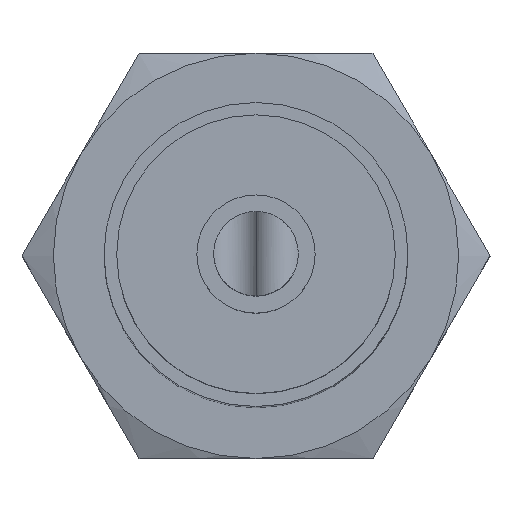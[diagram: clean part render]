
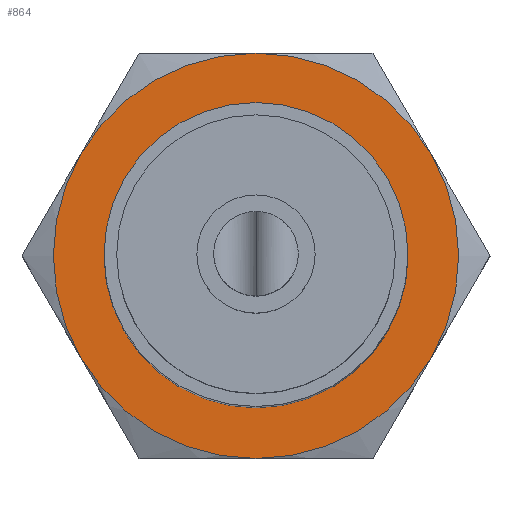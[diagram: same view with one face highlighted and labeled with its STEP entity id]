
A CAD part, top view. The second image highlights one B-rep face of the part: STEP entity #864.
In plain terms, the highlighted face is planar.
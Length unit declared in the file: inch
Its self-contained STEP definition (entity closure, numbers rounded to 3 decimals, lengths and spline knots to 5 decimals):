
#1 = ORIENTED_EDGE ( 'NONE', *, *, #636, .F. ) ;
#16 = CARTESIAN_POINT ( 'NONE',  ( 0., 1.19482, 0. ) ) ;
#54 = CARTESIAN_POINT ( 'NONE',  ( -0.47244, 1.19482, 0. ) ) ;
#58 = VERTEX_POINT ( 'NONE', #1382 ) ;
#87 = CIRCLE ( 'NONE', #978, 0.47244 ) ;
#117 = CIRCLE ( 'NONE', #189, 0.47244 ) ;
#189 = AXIS2_PLACEMENT_3D ( 'NONE', #1508, #269, #407 ) ;
#265 = DIRECTION ( 'NONE',  ( 0., -1., 0. ) ) ;
#269 = DIRECTION ( 'NONE',  ( 0., 1., 0. ) ) ;
#294 = EDGE_CURVE ( 'NONE', #58, #58, #859, .T. ) ;
#322 = ORIENTED_EDGE ( 'NONE', *, *, #294, .F. ) ;
#363 = AXIS2_PLACEMENT_3D ( 'NONE', #1518, #773, #1255 ) ;
#364 = VERTEX_POINT ( 'NONE', #54 ) ;
#407 = DIRECTION ( 'NONE',  ( 1., 0., 0. ) ) ;
#434 = VERTEX_POINT ( 'NONE', #918 ) ;
#435 = EDGE_CURVE ( 'NONE', #898, #434, #1266, .T. ) ;
#506 = EDGE_CURVE ( 'NONE', #1177, #898, #87, .T. ) ;
#543 = FACE_BOUND ( 'NONE', #871, .T. ) ;
#560 = DIRECTION ( 'NONE',  ( 1., 0., 0. ) ) ;
#574 = CIRCLE ( 'NONE', #1268, 0.47244 ) ;
#582 = EDGE_CURVE ( 'NONE', #434, #1329, #1055, .T. ) ;
#636 = EDGE_CURVE ( 'NONE', #1035, #364, #574, .T. ) ;
#641 = EDGE_LOOP ( 'NONE', ( #1427, #922, #1562, #1521, #1006, #1 ) ) ;
#680 = AXIS2_PLACEMENT_3D ( 'NONE', #1436, #935, #1312 ) ;
#761 = AXIS2_PLACEMENT_3D ( 'NONE', #1180, #1442, #560 ) ;
#773 = DIRECTION ( 'NONE',  ( 0., 1., 0. ) ) ;
#788 = CARTESIAN_POINT ( 'NONE',  ( 0., 1.19482, -0.47244 ) ) ;
#791 = CARTESIAN_POINT ( 'NONE',  ( 0., 1.19482, 0. ) ) ;
#859 = CIRCLE ( 'NONE', #1213, 0.35433 ) ;
#864 = ADVANCED_FACE ( 'NONE', ( #909, #543 ), #888, .F. ) ;
#871 = EDGE_LOOP ( 'NONE', ( #322 ) ) ;
#879 = DIRECTION ( 'NONE',  ( 1., 0., 0. ) ) ;
#888 = PLANE ( 'NONE',  #1513 ) ;
#898 = VERTEX_POINT ( 'NONE', #1374 ) ;
#909 = FACE_OUTER_BOUND ( 'NONE', #641, .T. ) ;
#918 = CARTESIAN_POINT ( 'NONE',  ( 0.47244, 1.19482, 0. ) ) ;
#922 = ORIENTED_EDGE ( 'NONE', *, *, #582, .F. ) ;
#935 = DIRECTION ( 'NONE',  ( 0., 1., 0. ) ) ;
#978 = AXIS2_PLACEMENT_3D ( 'NONE', #791, #1488, #1273 ) ;
#987 = DIRECTION ( 'NONE',  ( 0., 1., 0. ) ) ;
#1006 = ORIENTED_EDGE ( 'NONE', *, *, #1189, .F. ) ;
#1035 = VERTEX_POINT ( 'NONE', #1439 ) ;
#1043 = CARTESIAN_POINT ( 'NONE',  ( 0., 1.19482, 0. ) ) ;
#1055 = CIRCLE ( 'NONE', #761, 0.47244 ) ;
#1177 = VERTEX_POINT ( 'NONE', #1236 ) ;
#1180 = CARTESIAN_POINT ( 'NONE',  ( 0., 1.19482, 0. ) ) ;
#1189 = EDGE_CURVE ( 'NONE', #364, #1177, #117, .T. ) ;
#1213 = AXIS2_PLACEMENT_3D ( 'NONE', #16, #265, #1472 ) ;
#1236 = CARTESIAN_POINT ( 'NONE',  ( -0.23622, 1.19482, 0.40915 ) ) ;
#1255 = DIRECTION ( 'NONE',  ( 1., 0., 0. ) ) ;
#1266 = CIRCLE ( 'NONE', #363, 0.47244 ) ;
#1268 = AXIS2_PLACEMENT_3D ( 'NONE', #1043, #987, #1331 ) ;
#1271 = DIRECTION ( 'NONE',  ( 0., 1., 0. ) ) ;
#1273 = DIRECTION ( 'NONE',  ( 0., 0., 1. ) ) ;
#1312 = DIRECTION ( 'NONE',  ( 0., 0., 1. ) ) ;
#1329 = VERTEX_POINT ( 'NONE', #1493 ) ;
#1331 = DIRECTION ( 'NONE',  ( 1., 0., 0. ) ) ;
#1374 = CARTESIAN_POINT ( 'NONE',  ( 0.23622, 1.19482, 0.40915 ) ) ;
#1382 = CARTESIAN_POINT ( 'NONE',  ( -0.35433, 1.19482, 0. ) ) ;
#1385 = EDGE_CURVE ( 'NONE', #1329, #1035, #1395, .T. ) ;
#1395 = CIRCLE ( 'NONE', #680, 0.47244 ) ;
#1427 = ORIENTED_EDGE ( 'NONE', *, *, #1385, .F. ) ;
#1436 = CARTESIAN_POINT ( 'NONE',  ( 0., 1.19482, 0. ) ) ;
#1439 = CARTESIAN_POINT ( 'NONE',  ( -0.23622, 1.19482, -0.40915 ) ) ;
#1442 = DIRECTION ( 'NONE',  ( 0., 1., 0. ) ) ;
#1472 = DIRECTION ( 'NONE',  ( -1., 0., 0. ) ) ;
#1488 = DIRECTION ( 'NONE',  ( 0., 1., 0. ) ) ;
#1493 = CARTESIAN_POINT ( 'NONE',  ( 0.23622, 1.19482, -0.40915 ) ) ;
#1508 = CARTESIAN_POINT ( 'NONE',  ( 0., 1.19482, 0. ) ) ;
#1513 = AXIS2_PLACEMENT_3D ( 'NONE', #788, #1271, #879 ) ;
#1518 = CARTESIAN_POINT ( 'NONE',  ( 0., 1.19482, 0. ) ) ;
#1521 = ORIENTED_EDGE ( 'NONE', *, *, #506, .F. ) ;
#1562 = ORIENTED_EDGE ( 'NONE', *, *, #435, .F. ) ;
